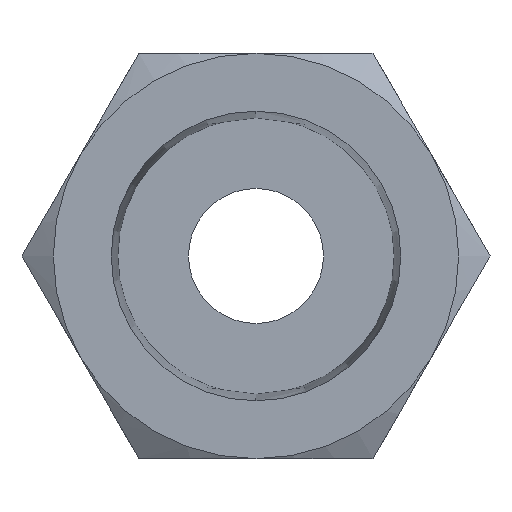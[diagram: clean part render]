
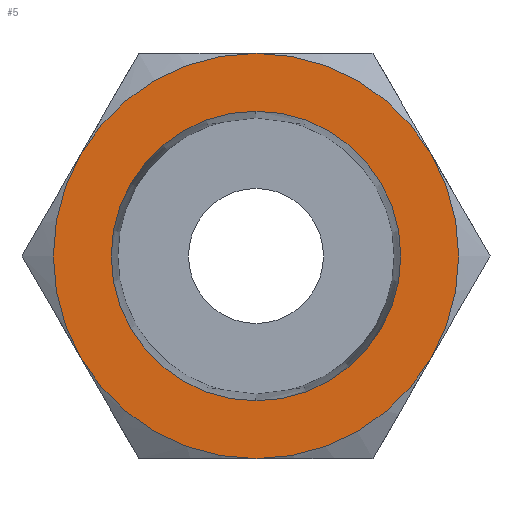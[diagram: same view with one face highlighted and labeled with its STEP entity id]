
A CAD part, front view. The second image highlights one B-rep face of the part: STEP entity #5.
In plain terms, the highlighted planar face has unit normal (0, -1, 0).
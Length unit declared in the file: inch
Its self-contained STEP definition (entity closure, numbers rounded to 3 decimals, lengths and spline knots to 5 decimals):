
#5 = ADVANCED_FACE ( 'NONE', ( #2150, #2390 ), #3069, .T. ) ;
#139 = CARTESIAN_POINT ( 'NONE',  ( 0., 0., 0. ) ) ;
#144 = ORIENTED_EDGE ( 'NONE', *, *, #3033, .T. ) ;
#170 = CARTESIAN_POINT ( 'NONE',  ( 0., 0., 0. ) ) ;
#312 = DIRECTION ( 'NONE',  ( 0., 0., 1. ) ) ;
#329 = DIRECTION ( 'NONE',  ( 0., -1., 0. ) ) ;
#342 = CARTESIAN_POINT ( 'NONE',  ( 0., 0., 0. ) ) ;
#405 = EDGE_CURVE ( 'NONE', #1021, #1356, #1364, .T. ) ;
#427 = ORIENTED_EDGE ( 'NONE', *, *, #405, .T. ) ;
#502 = DIRECTION ( 'NONE',  ( 0., 0., -1. ) ) ;
#528 = EDGE_LOOP ( 'NONE', ( #1184, #1495 ) ) ;
#537 = CARTESIAN_POINT ( 'NONE',  ( 0., 0., 0. ) ) ;
#538 = DIRECTION ( 'NONE',  ( 0., 0., 1. ) ) ;
#618 = CARTESIAN_POINT ( 'NONE',  ( 0., 0., 0.3375 ) ) ;
#736 = CARTESIAN_POINT ( 'NONE',  ( 0., 0., 0. ) ) ;
#774 = AXIS2_PLACEMENT_3D ( 'NONE', #1717, #4037, #2061 ) ;
#810 = VERTEX_POINT ( 'NONE', #2237 ) ;
#858 = VERTEX_POINT ( 'NONE', #2192 ) ;
#880 = DIRECTION ( 'NONE',  ( 0., 0., 1. ) ) ;
#898 = CIRCLE ( 'NONE', #2379, 0.47244 ) ;
#966 = EDGE_CURVE ( 'NONE', #1187, #3163, #898, .T. ) ;
#1021 = VERTEX_POINT ( 'NONE', #3950 ) ;
#1098 = DIRECTION ( 'NONE',  ( 0., 0., -1. ) ) ;
#1111 = CARTESIAN_POINT ( 'NONE',  ( 0., 0., 0.47244 ) ) ;
#1163 = CIRCLE ( 'NONE', #4125, 0.3375 ) ;
#1184 = ORIENTED_EDGE ( 'NONE', *, *, #1301, .T. ) ;
#1187 = VERTEX_POINT ( 'NONE', #3369 ) ;
#1301 = EDGE_CURVE ( 'NONE', #1608, #3268, #3769, .T. ) ;
#1356 = VERTEX_POINT ( 'NONE', #1111 ) ;
#1364 = CIRCLE ( 'NONE', #2844, 0.47244 ) ;
#1377 = ORIENTED_EDGE ( 'NONE', *, *, #1699, .T. ) ;
#1446 = EDGE_CURVE ( 'NONE', #3268, #1608, #1163, .T. ) ;
#1495 = ORIENTED_EDGE ( 'NONE', *, *, #1446, .T. ) ;
#1608 = VERTEX_POINT ( 'NONE', #3326 ) ;
#1699 = EDGE_CURVE ( 'NONE', #3163, #810, #3719, .T. ) ;
#1717 = CARTESIAN_POINT ( 'NONE',  ( 0., 0., 0. ) ) ;
#1747 = CARTESIAN_POINT ( 'NONE',  ( 0., 0., 0. ) ) ;
#2061 = DIRECTION ( 'NONE',  ( 0., 0., 1. ) ) ;
#2087 = DIRECTION ( 'NONE',  ( 0., 0., 1. ) ) ;
#2150 = FACE_BOUND ( 'NONE', #528, .T. ) ;
#2191 = EDGE_LOOP ( 'NONE', ( #427, #3114, #2740, #1377, #3884, #144 ) ) ;
#2192 = CARTESIAN_POINT ( 'NONE',  ( 0.40915, 0., -0.23622 ) ) ;
#2237 = CARTESIAN_POINT ( 'NONE',  ( 0., 0., -0.47244 ) ) ;
#2244 = CARTESIAN_POINT ( 'NONE',  ( 0., 0., 0. ) ) ;
#2298 = DIRECTION ( 'NONE',  ( 0., -1., 0. ) ) ;
#2308 = EDGE_CURVE ( 'NONE', #1356, #1187, #3844, .T. ) ;
#2333 = CIRCLE ( 'NONE', #2919, 0.47244 ) ;
#2379 = AXIS2_PLACEMENT_3D ( 'NONE', #342, #329, #312 ) ;
#2390 = FACE_OUTER_BOUND ( 'NONE', #2191, .T. ) ;
#2471 = DIRECTION ( 'NONE',  ( 0., 0., 1. ) ) ;
#2587 = DIRECTION ( 'NONE',  ( 0., 1., 0. ) ) ;
#2600 = EDGE_CURVE ( 'NONE', #810, #858, #3525, .T. ) ;
#2618 = DIRECTION ( 'NONE',  ( 0., -1., 0. ) ) ;
#2740 = ORIENTED_EDGE ( 'NONE', *, *, #966, .T. ) ;
#2844 = AXIS2_PLACEMENT_3D ( 'NONE', #2244, #2298, #2471 ) ;
#2919 = AXIS2_PLACEMENT_3D ( 'NONE', #170, #2618, #538 ) ;
#2937 = DIRECTION ( 'NONE',  ( 0., -1., 0. ) ) ;
#2979 = CARTESIAN_POINT ( 'NONE',  ( -0.40915, 0., -0.23622 ) ) ;
#3033 = EDGE_CURVE ( 'NONE', #858, #1021, #2333, .T. ) ;
#3069 = PLANE ( 'NONE',  #4072 ) ;
#3100 = AXIS2_PLACEMENT_3D ( 'NONE', #736, #3147, #1098 ) ;
#3114 = ORIENTED_EDGE ( 'NONE', *, *, #2308, .T. ) ;
#3147 = DIRECTION ( 'NONE',  ( 0., 1., 0. ) ) ;
#3160 = CARTESIAN_POINT ( 'NONE',  ( -0.40497, 0., 0. ) ) ;
#3163 = VERTEX_POINT ( 'NONE', #2979 ) ;
#3268 = VERTEX_POINT ( 'NONE', #618 ) ;
#3326 = CARTESIAN_POINT ( 'NONE',  ( 0., 0., -0.3375 ) ) ;
#3369 = CARTESIAN_POINT ( 'NONE',  ( -0.40915, 0., 0.23622 ) ) ;
#3391 = AXIS2_PLACEMENT_3D ( 'NONE', #537, #2937, #880 ) ;
#3435 = DIRECTION ( 'NONE',  ( 0., -1., 0. ) ) ;
#3451 = DIRECTION ( 'NONE',  ( 0., 0., -1. ) ) ;
#3525 = CIRCLE ( 'NONE', #774, 0.47244 ) ;
#3719 = CIRCLE ( 'NONE', #3391, 0.47244 ) ;
#3769 = CIRCLE ( 'NONE', #3100, 0.3375 ) ;
#3844 = CIRCLE ( 'NONE', #4210, 0.47244 ) ;
#3884 = ORIENTED_EDGE ( 'NONE', *, *, #2600, .T. ) ;
#3950 = CARTESIAN_POINT ( 'NONE',  ( 0.40915, 0., 0.23622 ) ) ;
#4037 = DIRECTION ( 'NONE',  ( 0., -1., 0. ) ) ;
#4071 = DIRECTION ( 'NONE',  ( 0., -1., 0. ) ) ;
#4072 = AXIS2_PLACEMENT_3D ( 'NONE', #3160, #3435, #3451 ) ;
#4125 = AXIS2_PLACEMENT_3D ( 'NONE', #139, #2587, #502 ) ;
#4210 = AXIS2_PLACEMENT_3D ( 'NONE', #1747, #4071, #2087 ) ;
